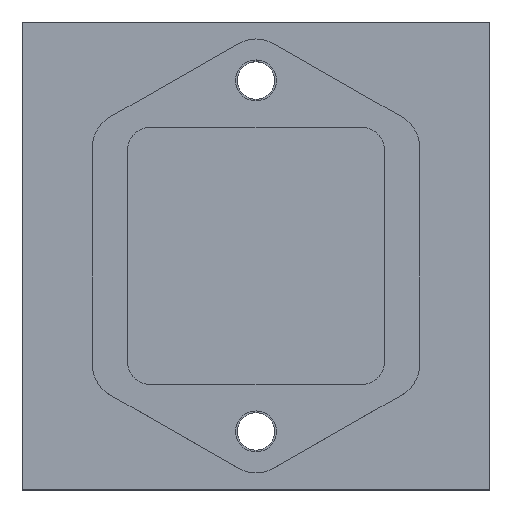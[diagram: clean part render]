
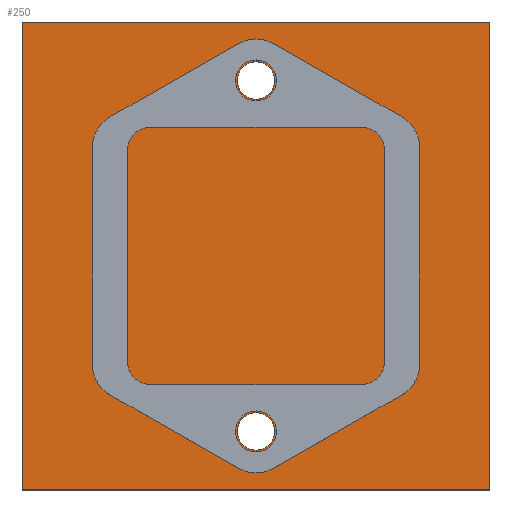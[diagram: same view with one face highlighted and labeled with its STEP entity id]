
A CAD part, top view. The second image highlights one B-rep face of the part: STEP entity #250.
In plain terms, the highlighted planar face has unit normal (0, 0, 1).
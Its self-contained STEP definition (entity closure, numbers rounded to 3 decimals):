
#201=AXIS2_PLACEMENT_3D('Plane Axis2P3D',#198,#199,#200) ;
#216=AXIS2_PLACEMENT_3D('Circle Axis2P3D',#214,#215,$) ;
#225=AXIS2_PLACEMENT_3D('Circle Axis2P3D',#223,#224,$) ;
#234=AXIS2_PLACEMENT_3D('Circle Axis2P3D',#232,#233,$) ;
#243=AXIS2_PLACEMENT_3D('Circle Axis2P3D',#241,#242,$) ;
#43=CARTESIAN_POINT('Vertex',(0.,40.,1.9)) ;
#57=CARTESIAN_POINT('Vertex',(0.,0.,1.9)) ;
#60=CARTESIAN_POINT('Line Origine',(0.,20.,1.9)) ;
#91=CARTESIAN_POINT('Vertex',(40.,40.,1.9)) ;
#99=CARTESIAN_POINT('Line Origine',(20.,40.,1.9)) ;
#182=CARTESIAN_POINT('Vertex',(40.,0.,1.9)) ;
#185=CARTESIAN_POINT('Line Origine',(20.,0.,1.9)) ;
#198=CARTESIAN_POINT('Axis2P3D Location',(0.,0.,1.9)) ;
#203=CARTESIAN_POINT('Line Origine',(40.,20.,1.9)) ;
#214=CARTESIAN_POINT('Axis2P3D Location',(20.,5.,1.9)) ;
#218=CARTESIAN_POINT('Vertex',(18.4,5.,1.9)) ;
#220=CARTESIAN_POINT('Vertex',(21.6,5.,1.9)) ;
#223=CARTESIAN_POINT('Axis2P3D Location',(20.,5.,1.9)) ;
#232=CARTESIAN_POINT('Axis2P3D Location',(20.,35.,1.9)) ;
#236=CARTESIAN_POINT('Vertex',(18.4,35.,1.9)) ;
#238=CARTESIAN_POINT('Vertex',(21.6,35.,1.9)) ;
#241=CARTESIAN_POINT('Axis2P3D Location',(20.,35.,1.9)) ;
#61=DIRECTION('Vector Direction',(0.,-1.,0.)) ;
#100=DIRECTION('Vector Direction',(-1.,0.,0.)) ;
#186=DIRECTION('Vector Direction',(1.,0.,0.)) ;
#199=DIRECTION('Axis2P3D Direction',(0.,0.,1.)) ;
#200=DIRECTION('Axis2P3D XDirection',(1.,0.,0.)) ;
#204=DIRECTION('Vector Direction',(0.,1.,0.)) ;
#215=DIRECTION('Axis2P3D Direction',(0.,0.,1.)) ;
#224=DIRECTION('Axis2P3D Direction',(0.,0.,1.)) ;
#233=DIRECTION('Axis2P3D Direction',(0.,0.,1.)) ;
#242=DIRECTION('Axis2P3D Direction',(0.,0.,1.)) ;
#62=VECTOR('Line Direction',#61,1.) ;
#101=VECTOR('Line Direction',#100,1.) ;
#187=VECTOR('Line Direction',#186,1.) ;
#205=VECTOR('Line Direction',#204,1.) ;
#209=ORIENTED_EDGE('',*,*,#64,.T.) ;
#210=ORIENTED_EDGE('',*,*,#189,.T.) ;
#211=ORIENTED_EDGE('',*,*,#207,.T.) ;
#212=ORIENTED_EDGE('',*,*,#103,.T.) ;
#229=ORIENTED_EDGE('',*,*,#222,.F.) ;
#230=ORIENTED_EDGE('',*,*,#227,.F.) ;
#247=ORIENTED_EDGE('',*,*,#240,.F.) ;
#248=ORIENTED_EDGE('',*,*,#245,.F.) ;
#231=FACE_BOUND('',#228,.T.) ;
#249=FACE_BOUND('',#246,.T.) ;
#250=ADVANCED_FACE('Hauptkoerper',(#213,#231,#249),#202,.T.) ;
#217=CIRCLE('generated circle',#216,1.6) ;
#226=CIRCLE('generated circle',#225,1.6) ;
#235=CIRCLE('generated circle',#234,1.6) ;
#244=CIRCLE('generated circle',#243,1.6) ;
#64=EDGE_CURVE('',#44,#58,#63,.T.) ;
#103=EDGE_CURVE('',#92,#44,#102,.T.) ;
#189=EDGE_CURVE('',#58,#183,#188,.T.) ;
#207=EDGE_CURVE('',#183,#92,#206,.T.) ;
#222=EDGE_CURVE('',#219,#221,#217,.T.) ;
#227=EDGE_CURVE('',#221,#219,#226,.T.) ;
#240=EDGE_CURVE('',#237,#239,#235,.T.) ;
#245=EDGE_CURVE('',#239,#237,#244,.T.) ;
#208=EDGE_LOOP('',(#209,#210,#211,#212)) ;
#228=EDGE_LOOP('',(#229,#230)) ;
#246=EDGE_LOOP('',(#247,#248)) ;
#213=FACE_OUTER_BOUND('',#208,.T.) ;
#63=LINE('Line',#60,#62) ;
#102=LINE('Line',#99,#101) ;
#188=LINE('Line',#185,#187) ;
#206=LINE('Line',#203,#205) ;
#202=PLANE('',#201) ;
#44=VERTEX_POINT('',#43) ;
#58=VERTEX_POINT('',#57) ;
#92=VERTEX_POINT('',#91) ;
#183=VERTEX_POINT('',#182) ;
#219=VERTEX_POINT('',#218) ;
#221=VERTEX_POINT('',#220) ;
#237=VERTEX_POINT('',#236) ;
#239=VERTEX_POINT('',#238) ;
